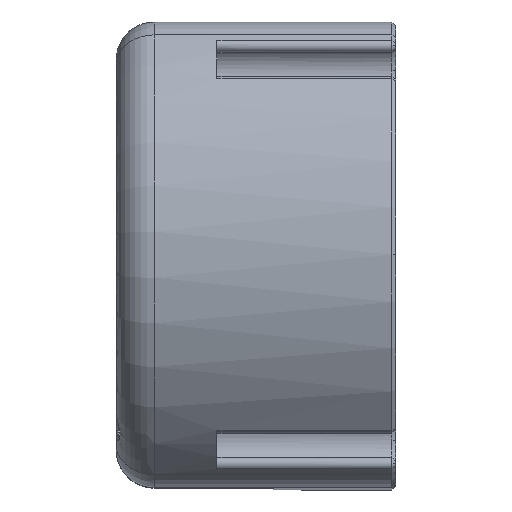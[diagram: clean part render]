
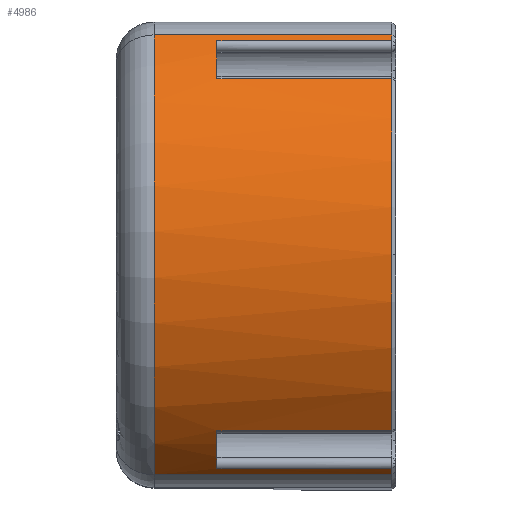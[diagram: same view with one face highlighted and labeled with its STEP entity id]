
A CAD part, top view. The second image highlights one B-rep face of the part: STEP entity #4986.
In plain terms, the highlighted cylindrical face has radius 22 mm (diameter 44 mm), a partial arc.
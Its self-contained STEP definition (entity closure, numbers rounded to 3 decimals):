
#15 = VECTOR ( 'NONE', #1075, 1000. ) ;
#57 = CARTESIAN_POINT ( 'NONE',  ( 2.3, 198., 115. ) ) ;
#221 = CARTESIAN_POINT ( 'NONE',  ( -19.6, 181.014, 128.981 ) ) ;
#293 = ORIENTED_EDGE ( 'NONE', *, *, #5174, .T. ) ;
#300 = CIRCLE ( 'NONE', #465, 22. ) ;
#340 = CARTESIAN_POINT ( 'NONE',  ( -19.6, 180.529, 128.371 ) ) ;
#366 = EDGE_CURVE ( 'NONE', #5465, #6770, #9373, .T. ) ;
#465 = AXIS2_PLACEMENT_3D ( 'NONE', #1454, #2296, #10191 ) ;
#510 = VERTEX_POINT ( 'NONE', #10333 ) ;
#590 = EDGE_CURVE ( 'NONE', #6770, #1080, #3393, .T. ) ;
#606 = ORIENTED_EDGE ( 'NONE', *, *, #7731, .T. ) ;
#701 = AXIS2_PLACEMENT_3D ( 'NONE', #5758, #1715, #2562 ) ;
#785 = VECTOR ( 'NONE', #2906, 1000. ) ;
#1075 = DIRECTION ( 'NONE',  ( 1., 0., 0. ) ) ;
#1080 = VERTEX_POINT ( 'NONE', #4992 ) ;
#1182 = DIRECTION ( 'NONE',  ( 0., 0., -1. ) ) ;
#1454 = CARTESIAN_POINT ( 'NONE',  ( -11.6, 198., 115. ) ) ;
#1460 = ORIENTED_EDGE ( 'NONE', *, *, #8196, .T. ) ;
#1558 = CARTESIAN_POINT ( 'NONE',  ( -19.6, 184.019, 131.986 ) ) ;
#1588 = ORIENTED_EDGE ( 'NONE', *, *, #7154, .T. ) ;
#1634 = ORIENTED_EDGE ( 'NONE', *, *, #8902, .T. ) ;
#1715 = DIRECTION ( 'NONE',  ( 1., 0., 0. ) ) ;
#1732 = LINE ( 'NONE', #4109, #8646 ) ;
#1817 = ORIENTED_EDGE ( 'NONE', *, *, #9073, .T. ) ;
#1995 = DIRECTION ( 'NONE',  ( 1., 0., 0. ) ) ;
#2007 = DIRECTION ( 'NONE',  ( 0., 0., -1. ) ) ;
#2070 = CARTESIAN_POINT ( 'NONE',  ( 2.3, 181.014, 128.981 ) ) ;
#2247 = ORIENTED_EDGE ( 'NONE', *, *, #8060, .T. ) ;
#2296 = DIRECTION ( 'NONE',  ( 1., 0., 0. ) ) ;
#2430 = DIRECTION ( 'NONE',  ( 0., 0., -1. ) ) ;
#2556 = ORIENTED_EDGE ( 'NONE', *, *, #9817, .F. ) ;
#2562 = DIRECTION ( 'NONE',  ( 0., 1., 0. ) ) ;
#2667 = FACE_OUTER_BOUND ( 'NONE', #3525, .T. ) ;
#2906 = DIRECTION ( 'NONE',  ( -1., 0., 0. ) ) ;
#2976 = CIRCLE ( 'NONE', #4668, 22. ) ;
#2982 = CIRCLE ( 'NONE', #8868, 22. ) ;
#3109 = DIRECTION ( 'NONE',  ( 0., -1., 0. ) ) ;
#3289 = ORIENTED_EDGE ( 'NONE', *, *, #590, .T. ) ;
#3354 = CYLINDRICAL_SURFACE ( 'NONE', #701, 22. ) ;
#3393 = LINE ( 'NONE', #221, #9654 ) ;
#3525 = EDGE_LOOP ( 'NONE', ( #293, #6347, #3289, #5400, #1460, #1817, #1588, #606, #2556, #2247, #9878, #1634, #7482 ) ) ;
#3576 = CARTESIAN_POINT ( 'NONE',  ( -11.6, 198., 115. ) ) ;
#3619 = EDGE_CURVE ( 'NONE', #510, #8131, #3690, .T. ) ;
#3657 = CIRCLE ( 'NONE', #6827, 22. ) ;
#3690 = CIRCLE ( 'NONE', #9568, 22. ) ;
#3829 = LINE ( 'NONE', #1558, #5125 ) ;
#3883 = DIRECTION ( 'NONE',  ( 1., 0., 0. ) ) ;
#4109 = CARTESIAN_POINT ( 'NONE',  ( -19.6, 214.986, 128.981 ) ) ;
#4245 = VERTEX_POINT ( 'NONE', #7682 ) ;
#4271 = DIRECTION ( 'NONE',  ( -1., 0., 0. ) ) ;
#4350 = LINE ( 'NONE', #340, #15 ) ;
#4492 = EDGE_CURVE ( 'NONE', #7319, #6755, #8748, .T. ) ;
#4563 = CARTESIAN_POINT ( 'NONE',  ( 2.3, 198., 115. ) ) ;
#4615 = DIRECTION ( 'NONE',  ( -1., 0., 0. ) ) ;
#4668 = AXIS2_PLACEMENT_3D ( 'NONE', #9104, #4271, #2007 ) ;
#4712 = DIRECTION ( 'NONE',  ( -1., 0., 0. ) ) ;
#4851 = AXIS2_PLACEMENT_3D ( 'NONE', #6900, #10124, #1182 ) ;
#4954 = CARTESIAN_POINT ( 'NONE',  ( -11.6, 184.019, 131.986 ) ) ;
#4986 = ADVANCED_FACE ( 'NONE', ( #2667 ), #3354, .T. ) ;
#4992 = CARTESIAN_POINT ( 'NONE',  ( -11.6, 181.014, 128.981 ) ) ;
#5118 = VERTEX_POINT ( 'NONE', #9126 ) ;
#5125 = VECTOR ( 'NONE', #3883, 1000. ) ;
#5174 = EDGE_CURVE ( 'NONE', #6755, #5465, #4350, .T. ) ;
#5197 = DIRECTION ( 'NONE',  ( 0., 1., 0. ) ) ;
#5400 = ORIENTED_EDGE ( 'NONE', *, *, #9701, .F. ) ;
#5465 = VERTEX_POINT ( 'NONE', #6375 ) ;
#5624 = DIRECTION ( 'NONE',  ( 1., 0., 0. ) ) ;
#5758 = CARTESIAN_POINT ( 'NONE',  ( -19.6, 198., 115. ) ) ;
#5838 = VECTOR ( 'NONE', #4712, 1000. ) ;
#5869 = VERTEX_POINT ( 'NONE', #4954 ) ;
#5904 = CARTESIAN_POINT ( 'NONE',  ( -16.6, 180.529, 128.371 ) ) ;
#5952 = CARTESIAN_POINT ( 'NONE',  ( 2.3, 184.019, 131.986 ) ) ;
#6347 = ORIENTED_EDGE ( 'NONE', *, *, #366, .T. ) ;
#6361 = CARTESIAN_POINT ( 'NONE',  ( -16.6, 198., 115. ) ) ;
#6375 = CARTESIAN_POINT ( 'NONE',  ( 2.3, 180.529, 128.371 ) ) ;
#6380 = AXIS2_PLACEMENT_3D ( 'NONE', #6361, #5624, #3109 ) ;
#6692 = VERTEX_POINT ( 'NONE', #5952 ) ;
#6755 = VERTEX_POINT ( 'NONE', #5904 ) ;
#6770 = VERTEX_POINT ( 'NONE', #2070 ) ;
#6827 = AXIS2_PLACEMENT_3D ( 'NONE', #57, #9634, #2430 ) ;
#6890 = VERTEX_POINT ( 'NONE', #6939 ) ;
#6900 = CARTESIAN_POINT ( 'NONE',  ( 2.3, 198., 115. ) ) ;
#6939 = CARTESIAN_POINT ( 'NONE',  ( 2.3, 198., 137. ) ) ;
#7125 = CARTESIAN_POINT ( 'NONE',  ( -16.6, 215.471, 128.371 ) ) ;
#7129 = DIRECTION ( 'NONE',  ( 0., 0., -1. ) ) ;
#7154 = EDGE_CURVE ( 'NONE', #6890, #5118, #2976, .T. ) ;
#7302 = DIRECTION ( 'NONE',  ( 1., 0., 0. ) ) ;
#7319 = VERTEX_POINT ( 'NONE', #7125 ) ;
#7482 = ORIENTED_EDGE ( 'NONE', *, *, #4492, .T. ) ;
#7561 = CARTESIAN_POINT ( 'NONE',  ( -11.6, 211.981, 131.986 ) ) ;
#7682 = CARTESIAN_POINT ( 'NONE',  ( -11.6, 214.986, 128.981 ) ) ;
#7731 = EDGE_CURVE ( 'NONE', #5118, #9620, #10289, .T. ) ;
#8060 = EDGE_CURVE ( 'NONE', #4245, #510, #1732, .T. ) ;
#8131 = VERTEX_POINT ( 'NONE', #8154 ) ;
#8154 = CARTESIAN_POINT ( 'NONE',  ( 2.3, 215.471, 128.371 ) ) ;
#8196 = EDGE_CURVE ( 'NONE', #5869, #6692, #3829, .T. ) ;
#8477 = CARTESIAN_POINT ( 'NONE',  ( -19.6, 215.471, 128.371 ) ) ;
#8646 = VECTOR ( 'NONE', #7302, 1000. ) ;
#8708 = CARTESIAN_POINT ( 'NONE',  ( -19.6, 211.981, 131.986 ) ) ;
#8748 = CIRCLE ( 'NONE', #6380, 22. ) ;
#8868 = AXIS2_PLACEMENT_3D ( 'NONE', #3576, #1995, #5197 ) ;
#8902 = EDGE_CURVE ( 'NONE', #8131, #7319, #10016, .T. ) ;
#8908 = DIRECTION ( 'NONE',  ( -1., 0., 0. ) ) ;
#9073 = EDGE_CURVE ( 'NONE', #6692, #6890, #3657, .T. ) ;
#9104 = CARTESIAN_POINT ( 'NONE',  ( 2.3, 198., 115. ) ) ;
#9126 = CARTESIAN_POINT ( 'NONE',  ( 2.3, 211.981, 131.986 ) ) ;
#9373 = CIRCLE ( 'NONE', #4851, 22. ) ;
#9568 = AXIS2_PLACEMENT_3D ( 'NONE', #4563, #4615, #7129 ) ;
#9620 = VERTEX_POINT ( 'NONE', #7561 ) ;
#9634 = DIRECTION ( 'NONE',  ( -1., 0., 0. ) ) ;
#9654 = VECTOR ( 'NONE', #8908, 1000. ) ;
#9701 = EDGE_CURVE ( 'NONE', #5869, #1080, #2982, .T. ) ;
#9817 = EDGE_CURVE ( 'NONE', #4245, #9620, #300, .T. ) ;
#9878 = ORIENTED_EDGE ( 'NONE', *, *, #3619, .T. ) ;
#10016 = LINE ( 'NONE', #8477, #785 ) ;
#10124 = DIRECTION ( 'NONE',  ( -1., 0., 0. ) ) ;
#10191 = DIRECTION ( 'NONE',  ( 0., 1., 0. ) ) ;
#10289 = LINE ( 'NONE', #8708, #5838 ) ;
#10333 = CARTESIAN_POINT ( 'NONE',  ( 2.3, 214.986, 128.981 ) ) ;
